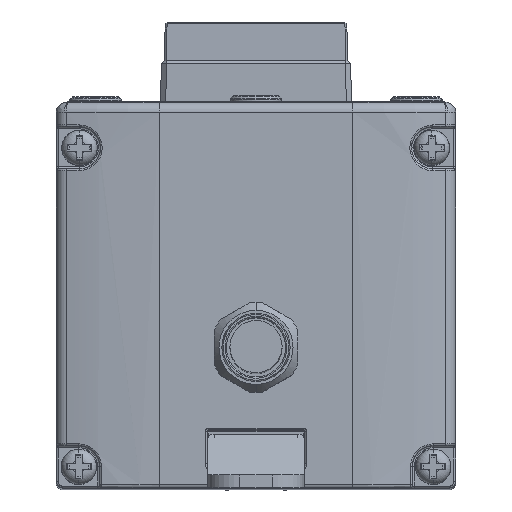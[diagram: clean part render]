
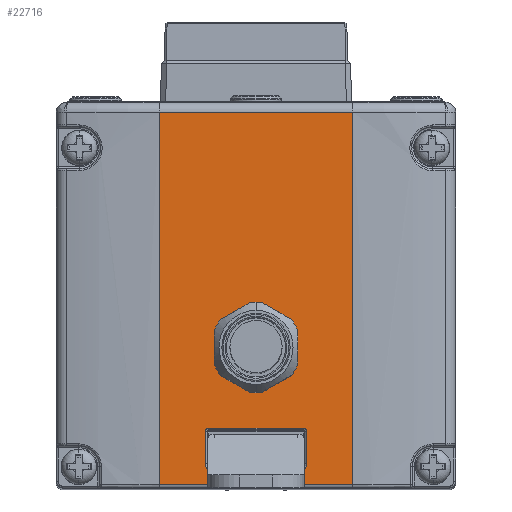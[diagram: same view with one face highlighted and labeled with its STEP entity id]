
A CAD part, top view. The second image highlights one B-rep face of the part: STEP entity #22716.
In plain terms, the highlighted planar face has unit normal (0, 0, 1).
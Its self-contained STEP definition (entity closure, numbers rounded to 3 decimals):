
#871 = AXIS2_PLACEMENT_3D ( 'NONE', #22000, #29885, #19145 ) ;
#894 = CARTESIAN_POINT ( 'NONE',  ( 7.9, -31.773, 84.5 ) ) ;
#1249 = VERTEX_POINT ( 'NONE', #13119 ) ;
#1794 = CARTESIAN_POINT ( 'NONE',  ( 7.9, -31.276, 84.5 ) ) ;
#1956 = AXIS2_PLACEMENT_3D ( 'NONE', #16671, #3035, #32770 ) ;
#2626 = DIRECTION ( 'NONE',  ( 0., -1., 0. ) ) ;
#2788 = CARTESIAN_POINT ( 'NONE',  ( -15., 25., 84.5 ) ) ;
#2944 = ORIENTED_EDGE ( 'NONE', *, *, #26892, .T. ) ;
#2951 = CARTESIAN_POINT ( 'NONE',  ( -15., 23.349, 84.5 ) ) ;
#3035 = DIRECTION ( 'NONE',  ( 0., 0., -1. ) ) ;
#3130 = VECTOR ( 'NONE', #30365, 1000. ) ;
#3321 = LINE ( 'NONE', #2788, #19517 ) ;
#3360 = LINE ( 'NONE', #11963, #13740 ) ;
#3496 = DIRECTION ( 'NONE',  ( 0., -1., 0. ) ) ;
#3533 = DIRECTION ( 'NONE',  ( 0., -1., 0. ) ) ;
#4986 = EDGE_CURVE ( 'NONE', #21041, #11884, #31692, .T. ) ;
#5078 = CARTESIAN_POINT ( 'NONE',  ( 15., -34.5, 84.5 ) ) ;
#5480 = CARTESIAN_POINT ( 'NONE',  ( -7.9, -31.276, 84.5 ) ) ;
#5952 = EDGE_LOOP ( 'NONE', ( #25169, #2944 ) ) ;
#6128 = VECTOR ( 'NONE', #34734, 1000. ) ;
#6485 = CARTESIAN_POINT ( 'NONE',  ( 7.9, -31.276, 84.5 ) ) ;
#6639 = CIRCLE ( 'NONE', #871, 5.8 ) ;
#6868 = DIRECTION ( 'NONE',  ( 1., 0., 0. ) ) ;
#7313 = VERTEX_POINT ( 'NONE', #2951 ) ;
#7520 = VERTEX_POINT ( 'NONE', #10938 ) ;
#7713 = LINE ( 'NONE', #18625, #6128 ) ;
#7864 = VECTOR ( 'NONE', #2626, 1000. ) ;
#8061 = ORIENTED_EDGE ( 'NONE', *, *, #19998, .T. ) ;
#8065 = VECTOR ( 'NONE', #31964, 1000. ) ;
#9315 = VERTEX_POINT ( 'NONE', #29998 ) ;
#9437 = EDGE_LOOP ( 'NONE', ( #28742, #11034, #30683, #14774, #22379, #9974, #26555, #25931 ) ) ;
#9974 = ORIENTED_EDGE ( 'NONE', *, *, #4986, .T. ) ;
#10023 = AXIS2_PLACEMENT_3D ( 'NONE', #14565, #22809, #12236 ) ;
#10128 = LINE ( 'NONE', #29801, #8065 ) ;
#10545 = CARTESIAN_POINT ( 'NONE',  ( 0., -5., 84.5 ) ) ;
#10718 = PLANE ( 'NONE',  #23740 ) ;
#10938 = CARTESIAN_POINT ( 'NONE',  ( -15., -34.5, 84.5 ) ) ;
#10980 = CARTESIAN_POINT ( 'NONE',  ( -7.9, -31.276, 84.5 ) ) ;
#11034 = ORIENTED_EDGE ( 'NONE', *, *, #21605, .T. ) ;
#11884 = VERTEX_POINT ( 'NONE', #13161 ) ;
#11963 = CARTESIAN_POINT ( 'NONE',  ( 7.9, -5., 84.5 ) ) ;
#12236 = DIRECTION ( 'NONE',  ( 1., 0., 0. ) ) ;
#12788 = DIRECTION ( 'NONE',  ( 1., 0., 0. ) ) ;
#12837 = CIRCLE ( 'NONE', #1956, 5.8 ) ;
#13119 = CARTESIAN_POINT ( 'NONE',  ( 5.8, -13.2, 84.5 ) ) ;
#13161 = CARTESIAN_POINT ( 'NONE',  ( 7.3, -32.124, 84.5 ) ) ;
#13532 = CARTESIAN_POINT ( 'NONE',  ( -7.3, -32.124, 84.5 ) ) ;
#13639 = EDGE_CURVE ( 'NONE', #11884, #22503, #7713, .T. ) ;
#13740 = VECTOR ( 'NONE', #3533, 1000. ) ;
#14121 = CARTESIAN_POINT ( 'NONE',  ( 15., 23.349, 84.5 ) ) ;
#14363 = CARTESIAN_POINT ( 'NONE',  ( 7.651, -32.124, 84.5 ) ) ;
#14459 = EDGE_LOOP ( 'NONE', ( #8061, #26941, #35178, #16090 ) ) ;
#14565 = CARTESIAN_POINT ( 'NONE',  ( -7.3, -26.3, 84.5 ) ) ;
#14774 = ORIENTED_EDGE ( 'NONE', *, *, #30020, .T. ) ;
#14911 = FACE_BOUND ( 'NONE', #9437, .T. ) ;
#15075 = DIRECTION ( 'NONE',  ( 0., 0., 1. ) ) ;
#15410 = CARTESIAN_POINT ( 'NONE',  ( 7.9, -26.3, 84.5 ) ) ;
#15825 = CARTESIAN_POINT ( 'NONE',  ( 7.3, -26.3, 84.5 ) ) ;
#15919 = FACE_OUTER_BOUND ( 'NONE', #14459, .T. ) ;
#15974 = CARTESIAN_POINT ( 'NONE',  ( -7.9, -26.3, 84.5 ) ) ;
#16000 = DIRECTION ( 'NONE',  ( 1., 0., 0. ) ) ;
#16090 = ORIENTED_EDGE ( 'NONE', *, *, #34227, .T. ) ;
#16671 = CARTESIAN_POINT ( 'NONE',  ( 0., -13.2, 84.5 ) ) ;
#16771 = EDGE_CURVE ( 'NONE', #1249, #17914, #12837, .T. ) ;
#16979 = VERTEX_POINT ( 'NONE', #17204 ) ;
#17204 = CARTESIAN_POINT ( 'NONE',  ( -7.3, -25.7, 84.5 ) ) ;
#17627 = AXIS2_PLACEMENT_3D ( 'NONE', #15825, #24226, #12788 ) ;
#17914 = VERTEX_POINT ( 'NONE', #20072 ) ;
#18062 = VERTEX_POINT ( 'NONE', #15410 ) ;
#18625 = CARTESIAN_POINT ( 'NONE',  ( -7.3, -32.124, 84.5 ) ) ;
#18753 =( BOUNDED_CURVE ( )  B_SPLINE_CURVE ( 3, ( #13532, #24453, #35364, #5480 ),
 .UNSPECIFIED., .F., .T. ) 
 B_SPLINE_CURVE_WITH_KNOTS ( ( 4, 4 ),
 ( 0., 1.571 ),
 .UNSPECIFIED. ) 
 CURVE ( )  GEOMETRIC_REPRESENTATION_ITEM ( )  RATIONAL_B_SPLINE_CURVE ( ( 1., 0.805, 0.805, 1. ) ) 
 REPRESENTATION_ITEM ( '' )  );
#18974 = EDGE_CURVE ( 'NONE', #16979, #30719, #10128, .T. ) ;
#19145 = DIRECTION ( 'NONE',  ( 1., 0., 0. ) ) ;
#19517 = VECTOR ( 'NONE', #3496, 1000. ) ;
#19998 = EDGE_CURVE ( 'NONE', #7313, #7520, #3321, .T. ) ;
#20072 = CARTESIAN_POINT ( 'NONE',  ( -5.8, -13.2, 84.5 ) ) ;
#21041 = VERTEX_POINT ( 'NONE', #1794 ) ;
#21605 = EDGE_CURVE ( 'NONE', #31997, #16979, #30593, .T. ) ;
#21775 = EDGE_CURVE ( 'NONE', #7520, #9315, #29587, .T. ) ;
#21960 = LINE ( 'NONE', #35038, #3130 ) ;
#22000 = CARTESIAN_POINT ( 'NONE',  ( 0., -13.2, 84.5 ) ) ;
#22379 = ORIENTED_EDGE ( 'NONE', *, *, #25398, .T. ) ;
#22495 = VERTEX_POINT ( 'NONE', #10980 ) ;
#22503 = VERTEX_POINT ( 'NONE', #32805 ) ;
#22716 = ADVANCED_FACE ( 'NONE', ( #14911, #35224, #15919 ), #10718, .T. ) ;
#22809 = DIRECTION ( 'NONE',  ( 0., 0., -1. ) ) ;
#23203 = VECTOR ( 'NONE', #16000, 1000. ) ;
#23304 = EDGE_CURVE ( 'NONE', #22503, #22495, #18753, .T. ) ;
#23405 = CARTESIAN_POINT ( 'NONE',  ( 7.3, -25.7, 84.5 ) ) ;
#23740 = AXIS2_PLACEMENT_3D ( 'NONE', #10545, #15075, #6868 ) ;
#24035 = LINE ( 'NONE', #15974, #26586 ) ;
#24226 = DIRECTION ( 'NONE',  ( 0., 0., -1. ) ) ;
#24453 = CARTESIAN_POINT ( 'NONE',  ( -7.651, -32.124, 84.5 ) ) ;
#25169 = ORIENTED_EDGE ( 'NONE', *, *, #16771, .T. ) ;
#25398 = EDGE_CURVE ( 'NONE', #18062, #21041, #3360, .T. ) ;
#25931 = ORIENTED_EDGE ( 'NONE', *, *, #23304, .T. ) ;
#26555 = ORIENTED_EDGE ( 'NONE', *, *, #13639, .T. ) ;
#26586 = VECTOR ( 'NONE', #27038, 1000. ) ;
#26892 = EDGE_CURVE ( 'NONE', #17914, #1249, #6639, .T. ) ;
#26941 = ORIENTED_EDGE ( 'NONE', *, *, #21775, .T. ) ;
#27038 = DIRECTION ( 'NONE',  ( 0., 1., 0. ) ) ;
#27143 = LINE ( 'NONE', #32710, #7864 ) ;
#28303 = CARTESIAN_POINT ( 'NONE',  ( 7.3, -32.124, 84.5 ) ) ;
#28432 = EDGE_CURVE ( 'NONE', #33880, #9315, #27143, .T. ) ;
#28742 = ORIENTED_EDGE ( 'NONE', *, *, #32671, .T. ) ;
#29587 = LINE ( 'NONE', #5078, #23203 ) ;
#29801 = CARTESIAN_POINT ( 'NONE',  ( 7.3, -25.7, 84.5 ) ) ;
#29885 = DIRECTION ( 'NONE',  ( 0., 0., -1. ) ) ;
#29998 = CARTESIAN_POINT ( 'NONE',  ( 15., -34.5, 84.5 ) ) ;
#30020 = EDGE_CURVE ( 'NONE', #30719, #18062, #30175, .T. ) ;
#30175 = CIRCLE ( 'NONE', #17627, 0.6 ) ;
#30365 = DIRECTION ( 'NONE',  ( -1., 0., 0. ) ) ;
#30593 = CIRCLE ( 'NONE', #10023, 0.6 ) ;
#30683 = ORIENTED_EDGE ( 'NONE', *, *, #18974, .T. ) ;
#30719 = VERTEX_POINT ( 'NONE', #23405 ) ;
#31692 =( BOUNDED_CURVE ( )  B_SPLINE_CURVE ( 3, ( #6485, #894, #14363, #28303 ),
 .UNSPECIFIED., .F., .T. ) 
 B_SPLINE_CURVE_WITH_KNOTS ( ( 4, 4 ),
 ( 1.571, 3.142 ),
 .UNSPECIFIED. ) 
 CURVE ( )  GEOMETRIC_REPRESENTATION_ITEM ( )  RATIONAL_B_SPLINE_CURVE ( ( 1., 0.805, 0.805, 1. ) ) 
 REPRESENTATION_ITEM ( '' )  );
#31964 = DIRECTION ( 'NONE',  ( 1., 0., 0. ) ) ;
#31997 = VERTEX_POINT ( 'NONE', #32038 ) ;
#32038 = CARTESIAN_POINT ( 'NONE',  ( -7.9, -26.3, 84.5 ) ) ;
#32671 = EDGE_CURVE ( 'NONE', #22495, #31997, #24035, .T. ) ;
#32710 = CARTESIAN_POINT ( 'NONE',  ( 15., 25., 84.5 ) ) ;
#32770 = DIRECTION ( 'NONE',  ( 1., 0., 0. ) ) ;
#32805 = CARTESIAN_POINT ( 'NONE',  ( -7.3, -32.124, 84.5 ) ) ;
#33880 = VERTEX_POINT ( 'NONE', #14121 ) ;
#34227 = EDGE_CURVE ( 'NONE', #33880, #7313, #21960, .T. ) ;
#34734 = DIRECTION ( 'NONE',  ( -1., 0., 0. ) ) ;
#35038 = CARTESIAN_POINT ( 'NONE',  ( 0., 23.349, 84.5 ) ) ;
#35178 = ORIENTED_EDGE ( 'NONE', *, *, #28432, .F. ) ;
#35224 = FACE_BOUND ( 'NONE', #5952, .T. ) ;
#35364 = CARTESIAN_POINT ( 'NONE',  ( -7.9, -31.773, 84.5 ) ) ;
